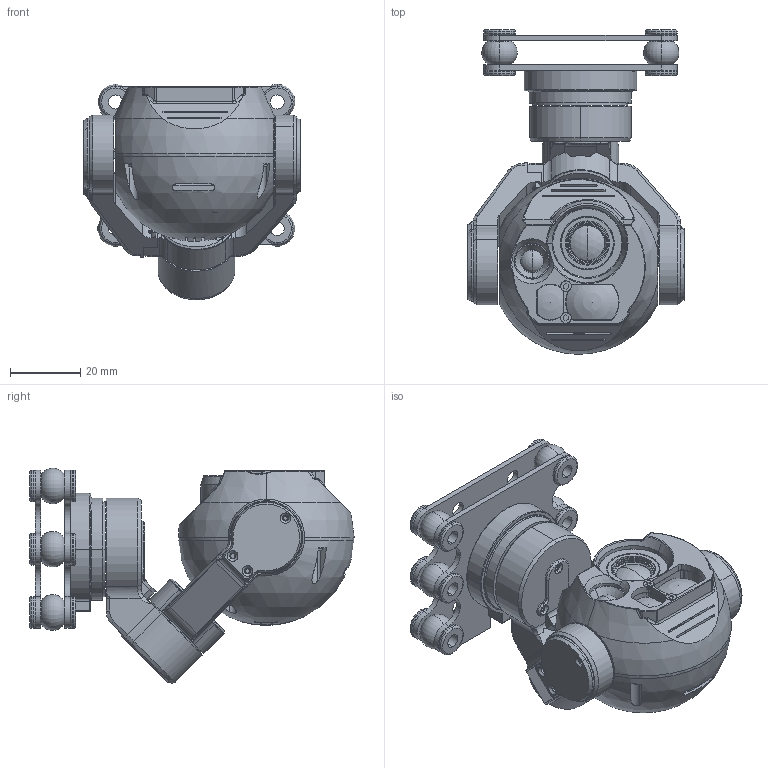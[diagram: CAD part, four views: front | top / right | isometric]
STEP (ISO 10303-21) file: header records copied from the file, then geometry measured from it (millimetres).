
FILE_DESCRIPTION (( 'STEP AP203' ), '1' );
FILE_NAME ('三光（仅外部面）.STEP', '2024-10-29T06:54:58', ( '' ), ( '' ), 'SwSTEP 2.0', 'SolidWorks 2020', '' );
FILE_SCHEMA (( 'CONFIG_CONTROL_DESIGN' ));
Length unit declared in the file: millimetre
Products named in the file (1): 三光（仅外部面）
Bounding box: 61.5 x 92.27 x 61.32 mm (x, y, z)
Surface area: 33099.8 mm2 (no closed solid volume)
Topology: 0 solids, 50 shells, 1019 faces, 3736 edges, 2719 vertices
Faces by surface type: cylinder 437, plane 283, torus 119, cone 114, bspline 47, sphere 19
Entity records: 45477 total; most frequent: CARTESIAN_POINT 14262, DIRECTION 6608, ORIENTED_EDGE 5822, EDGE_CURVE 3716, VERTEX_POINT 2709, AXIS2_PLACEMENT_3D 2415, VECTOR 1778, LINE 1778
